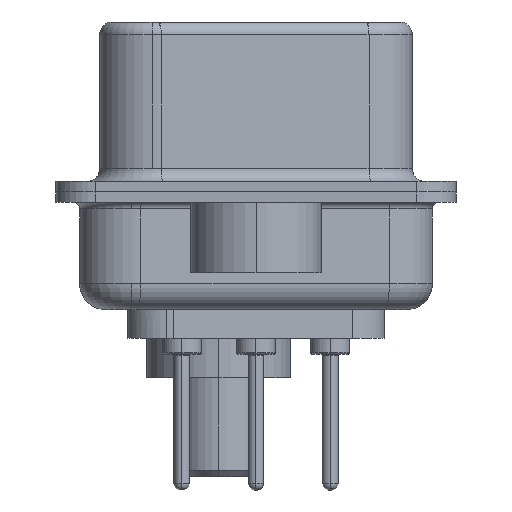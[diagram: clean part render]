
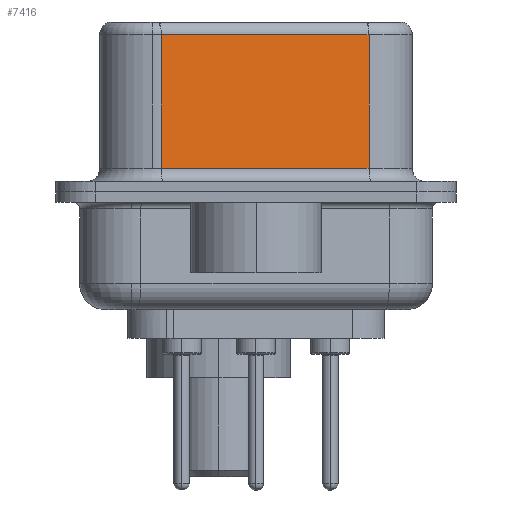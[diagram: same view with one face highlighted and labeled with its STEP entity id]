
A CAD part, left-side view. The second image highlights one B-rep face of the part: STEP entity #7416.
In plain terms, the highlighted planar face has unit normal (-0.985, -0.174, 0).
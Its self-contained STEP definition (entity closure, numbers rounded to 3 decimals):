
#1671 = VERTEX_POINT ( 'NONE', #12068 ) ;
#2400 = VECTOR ( 'NONE', #3043, 1000. ) ;
#2898 = EDGE_CURVE ( 'NONE', #21755, #16188, #13405, .T. ) ;
#3043 = DIRECTION ( 'NONE',  ( 0.174, -0.985, 0. ) ) ;
#3380 = VECTOR ( 'NONE', #18347, 1000. ) ;
#4414 = DIRECTION ( 'NONE',  ( -0.174, 0.985, 0. ) ) ;
#5854 = ORIENTED_EDGE ( 'NONE', *, *, #12139, .T. ) ;
#6832 = DIRECTION ( 'NONE',  ( 0., 0., -1. ) ) ;
#7245 = EDGE_LOOP ( 'NONE', ( #8790, #7965, #5854, #18184 ) ) ;
#7416 = ADVANCED_FACE ( 'NONE', ( #19726 ), #26199, .F. ) ;
#7965 = ORIENTED_EDGE ( 'NONE', *, *, #21573, .T. ) ;
#8790 = ORIENTED_EDGE ( 'NONE', *, *, #22277, .F. ) ;
#10913 = CARTESIAN_POINT ( 'NONE',  ( 5.132, -4.322, 6.52 ) ) ;
#11143 = CARTESIAN_POINT ( 'NONE',  ( 3.73, 3.628, 6.52 ) ) ;
#12068 = CARTESIAN_POINT ( 'NONE',  ( 5.132, -4.322, 6.02 ) ) ;
#12139 = EDGE_CURVE ( 'NONE', #22359, #21755, #12695, .T. ) ;
#12572 = LINE ( 'NONE', #18004, #17677 ) ;
#12695 = LINE ( 'NONE', #11143, #17793 ) ;
#13405 = LINE ( 'NONE', #16180, #2400 ) ;
#13986 = CARTESIAN_POINT ( 'NONE',  ( 5.132, -4.322, 6.52 ) ) ;
#15162 = AXIS2_PLACEMENT_3D ( 'NONE', #10913, #17518, #4414 ) ;
#16180 = CARTESIAN_POINT ( 'NONE',  ( 5.132, -4.322, 0.9 ) ) ;
#16188 = VERTEX_POINT ( 'NONE', #16321 ) ;
#16321 = CARTESIAN_POINT ( 'NONE',  ( 5.132, -4.322, 0.9 ) ) ;
#16443 = CARTESIAN_POINT ( 'NONE',  ( 3.73, 3.628, 6.02 ) ) ;
#17518 = DIRECTION ( 'NONE',  ( 0.985, 0.174, 0. ) ) ;
#17677 = VECTOR ( 'NONE', #20178, 1000. ) ;
#17793 = VECTOR ( 'NONE', #6832, 1000. ) ;
#18004 = CARTESIAN_POINT ( 'NONE',  ( 5.132, -4.322, 6.02 ) ) ;
#18184 = ORIENTED_EDGE ( 'NONE', *, *, #2898, .T. ) ;
#18347 = DIRECTION ( 'NONE',  ( 0., 0., -1. ) ) ;
#18583 = CARTESIAN_POINT ( 'NONE',  ( 3.73, 3.628, 0.9 ) ) ;
#19726 = FACE_OUTER_BOUND ( 'NONE', #7245, .T. ) ;
#20178 = DIRECTION ( 'NONE',  ( -0.174, 0.985, 0. ) ) ;
#21573 = EDGE_CURVE ( 'NONE', #1671, #22359, #12572, .T. ) ;
#21755 = VERTEX_POINT ( 'NONE', #18583 ) ;
#22277 = EDGE_CURVE ( 'NONE', #1671, #16188, #23564, .T. ) ;
#22359 = VERTEX_POINT ( 'NONE', #16443 ) ;
#23564 = LINE ( 'NONE', #13986, #3380 ) ;
#26199 = PLANE ( 'NONE',  #15162 ) ;
